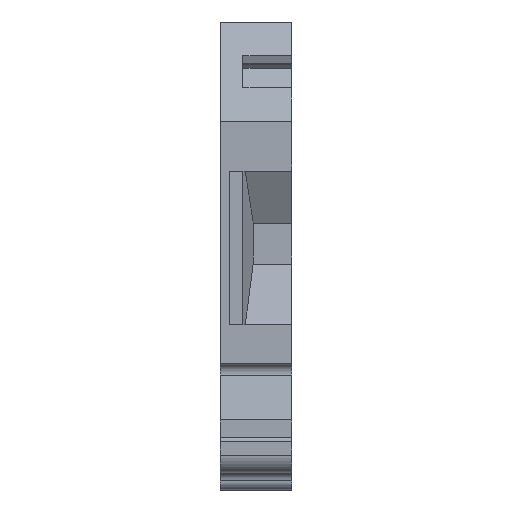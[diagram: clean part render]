
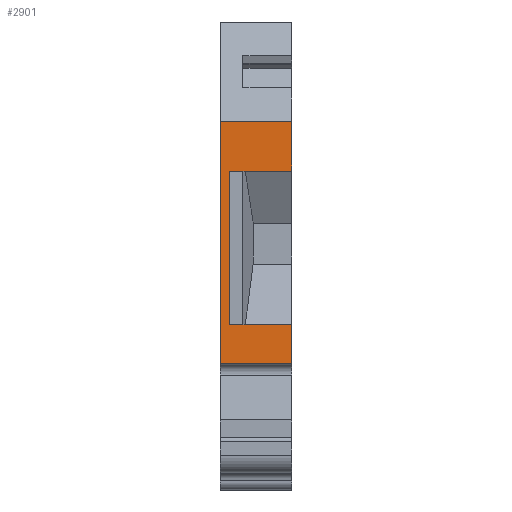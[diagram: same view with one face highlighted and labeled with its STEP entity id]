
A CAD part, front view. The second image highlights one B-rep face of the part: STEP entity #2901.
In plain terms, the highlighted planar face has unit normal (0, -1, 0).
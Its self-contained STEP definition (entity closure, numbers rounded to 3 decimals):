
#2865=AXIS2_PLACEMENT_3D('Plane Axis2P3D',#2862,#2863,#2864) ;
#950=CARTESIAN_POINT('Vertex',(1.05,0.,35.3)) ;
#953=CARTESIAN_POINT('Line Origine',(1.05,0.,26.8)) ;
#957=CARTESIAN_POINT('Vertex',(1.05,0.,18.3)) ;
#990=CARTESIAN_POINT('Vertex',(7.9,0.,13.95)) ;
#993=CARTESIAN_POINT('Line Origine',(3.95,0.,13.95)) ;
#997=CARTESIAN_POINT('Vertex',(0.,0.,13.95)) ;
#1480=CARTESIAN_POINT('Line Origine',(4.475,0.,18.3)) ;
#1484=CARTESIAN_POINT('Vertex',(7.9,0.,18.3)) ;
#2070=CARTESIAN_POINT('Vertex',(7.9,0.,35.3)) ;
#2073=CARTESIAN_POINT('Line Origine',(4.475,0.,35.3)) ;
#2862=CARTESIAN_POINT('Axis2P3D Location',(7.9,0.,13.95)) ;
#2867=CARTESIAN_POINT('Line Origine',(7.9,0.,38.05)) ;
#2871=CARTESIAN_POINT('Vertex',(7.9,0.,40.8)) ;
#2874=CARTESIAN_POINT('Line Origine',(3.95,0.,40.8)) ;
#2878=CARTESIAN_POINT('Vertex',(0.,0.,40.8)) ;
#2881=CARTESIAN_POINT('Line Origine',(0.,0.,27.375)) ;
#2886=CARTESIAN_POINT('Line Origine',(7.9,0.,16.125)) ;
#954=DIRECTION('Vector Direction',(0.,0.,1.)) ;
#994=DIRECTION('Vector Direction',(-1.,0.,0.)) ;
#1481=DIRECTION('Vector Direction',(-1.,0.,0.)) ;
#2074=DIRECTION('Vector Direction',(-1.,0.,0.)) ;
#2863=DIRECTION('Axis2P3D Direction',(0.,-1.,0.)) ;
#2864=DIRECTION('Axis2P3D XDirection',(0.,0.,1.)) ;
#2868=DIRECTION('Vector Direction',(0.,0.,1.)) ;
#2875=DIRECTION('Vector Direction',(-1.,0.,0.)) ;
#2882=DIRECTION('Vector Direction',(0.,0.,1.)) ;
#2887=DIRECTION('Vector Direction',(0.,0.,1.)) ;
#955=VECTOR('Line Direction',#954,1.) ;
#995=VECTOR('Line Direction',#994,1.) ;
#1482=VECTOR('Line Direction',#1481,1.) ;
#2075=VECTOR('Line Direction',#2074,1.) ;
#2869=VECTOR('Line Direction',#2868,1.) ;
#2876=VECTOR('Line Direction',#2875,1.) ;
#2883=VECTOR('Line Direction',#2882,1.) ;
#2888=VECTOR('Line Direction',#2887,1.) ;
#2892=ORIENTED_EDGE('',*,*,#959,.F.) ;
#2893=ORIENTED_EDGE('',*,*,#2077,.F.) ;
#2894=ORIENTED_EDGE('',*,*,#2873,.F.) ;
#2895=ORIENTED_EDGE('',*,*,#2880,.T.) ;
#2896=ORIENTED_EDGE('',*,*,#2885,.T.) ;
#2897=ORIENTED_EDGE('',*,*,#999,.F.) ;
#2898=ORIENTED_EDGE('',*,*,#2890,.F.) ;
#2899=ORIENTED_EDGE('',*,*,#1486,.T.) ;
#2901=ADVANCED_FACE('Hauptk\X2\00F6\X0\rper',(#2900),#2866,.T.) ;
#959=EDGE_CURVE('',#951,#958,#956,.F.) ;
#999=EDGE_CURVE('',#991,#998,#996,.T.) ;
#1486=EDGE_CURVE('',#1485,#958,#1483,.T.) ;
#2077=EDGE_CURVE('',#2071,#951,#2076,.T.) ;
#2873=EDGE_CURVE('',#2872,#2071,#2870,.F.) ;
#2880=EDGE_CURVE('',#2872,#2879,#2877,.T.) ;
#2885=EDGE_CURVE('',#2879,#998,#2884,.F.) ;
#2890=EDGE_CURVE('',#1485,#991,#2889,.F.) ;
#2891=EDGE_LOOP('',(#2892,#2893,#2894,#2895,#2896,#2897,#2898,#2899)) ;
#2900=FACE_OUTER_BOUND('',#2891,.T.) ;
#956=LINE('Line',#953,#955) ;
#996=LINE('Line',#993,#995) ;
#1483=LINE('Line',#1480,#1482) ;
#2076=LINE('Line',#2073,#2075) ;
#2870=LINE('Line',#2867,#2869) ;
#2877=LINE('Line',#2874,#2876) ;
#2884=LINE('Line',#2881,#2883) ;
#2889=LINE('Line',#2886,#2888) ;
#2866=PLANE('',#2865) ;
#951=VERTEX_POINT('',#950) ;
#958=VERTEX_POINT('',#957) ;
#991=VERTEX_POINT('',#990) ;
#998=VERTEX_POINT('',#997) ;
#1485=VERTEX_POINT('',#1484) ;
#2071=VERTEX_POINT('',#2070) ;
#2872=VERTEX_POINT('',#2871) ;
#2879=VERTEX_POINT('',#2878) ;
